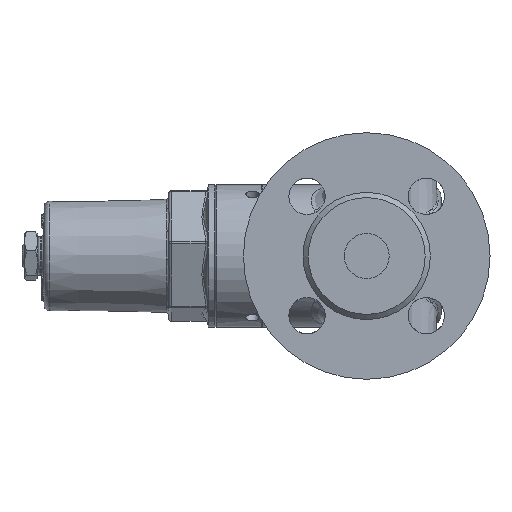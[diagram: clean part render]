
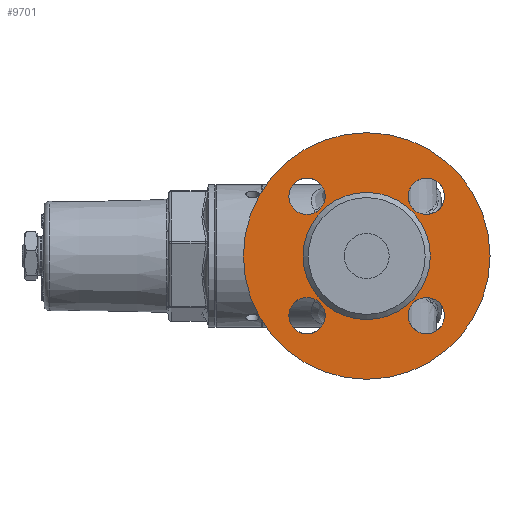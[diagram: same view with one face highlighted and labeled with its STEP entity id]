
A CAD part, left-side view. The second image highlights one B-rep face of the part: STEP entity #9701.
In plain terms, the highlighted planar face has unit normal (-1, 0, 0).
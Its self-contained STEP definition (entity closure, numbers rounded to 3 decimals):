
#491=FACE_BOUND('',#1404,.T.);
#492=FACE_BOUND('',#1405,.T.);
#493=FACE_BOUND('',#1406,.T.);
#494=FACE_BOUND('',#1407,.T.);
#495=FACE_BOUND('',#1408,.T.);
#632=PLANE('',#10381);
#772=FACE_OUTER_BOUND('',#1403,.T.);
#1403=EDGE_LOOP('',(#6526));
#1404=EDGE_LOOP('',(#6527));
#1405=EDGE_LOOP('',(#6528));
#1406=EDGE_LOOP('',(#6529));
#1407=EDGE_LOOP('',(#6530));
#1408=EDGE_LOOP('',(#6531));
#3437=CIRCLE('',#10349,7.);
#3438=CIRCLE('',#10351,7.);
#3439=CIRCLE('',#10353,7.);
#3440=CIRCLE('',#10355,7.);
#3442=CIRCLE('',#10358,47.5);
#3456=CIRCLE('',#10380,24.5);
#3835=VERTEX_POINT('',#13103);
#3838=VERTEX_POINT('',#13147);
#3841=VERTEX_POINT('',#13191);
#3844=VERTEX_POINT('',#13235);
#3849=VERTEX_POINT('',#13282);
#3864=VERTEX_POINT('',#13398);
#4859=EDGE_CURVE('',#3835,#3835,#3437,.T.);
#4863=EDGE_CURVE('',#3838,#3838,#3438,.T.);
#4867=EDGE_CURVE('',#3841,#3841,#3439,.T.);
#4871=EDGE_CURVE('',#3844,#3844,#3440,.T.);
#4877=EDGE_CURVE('',#3849,#3849,#3442,.T.);
#4894=EDGE_CURVE('',#3864,#3864,#3456,.T.);
#6526=ORIENTED_EDGE('',*,*,#4877,.T.);
#6527=ORIENTED_EDGE('',*,*,#4859,.T.);
#6528=ORIENTED_EDGE('',*,*,#4863,.T.);
#6529=ORIENTED_EDGE('',*,*,#4867,.T.);
#6530=ORIENTED_EDGE('',*,*,#4871,.T.);
#6531=ORIENTED_EDGE('',*,*,#4894,.F.);
#9701=ADVANCED_FACE('',(#772,#491,#492,#493,#494,#495),#632,.F.);
#10349=AXIS2_PLACEMENT_3D('',#13104,#11114,#11115);
#10351=AXIS2_PLACEMENT_3D('',#13148,#11119,#11120);
#10353=AXIS2_PLACEMENT_3D('',#13192,#11124,#11125);
#10355=AXIS2_PLACEMENT_3D('',#13236,#11129,#11130);
#10358=AXIS2_PLACEMENT_3D('',#13284,#11137,#11138);
#10380=AXIS2_PLACEMENT_3D('',#13399,#11182,#11183);
#10381=AXIS2_PLACEMENT_3D('',#13401,#11185,#11186);
#11114=DIRECTION('center_axis',(1.,0.,0.));
#11115=DIRECTION('ref_axis',(0.,1.,0.));
#11119=DIRECTION('center_axis',(1.,0.,0.));
#11120=DIRECTION('ref_axis',(0.,0.,-1.));
#11124=DIRECTION('center_axis',(1.,0.,0.));
#11125=DIRECTION('ref_axis',(0.,-1.,0.));
#11129=DIRECTION('center_axis',(1.,0.,0.));
#11130=DIRECTION('ref_axis',(0.,0.,1.));
#11137=DIRECTION('center_axis',(-1.,0.,0.));
#11138=DIRECTION('ref_axis',(0.,0.,1.));
#11182=DIRECTION('center_axis',(-1.,0.,0.));
#11183=DIRECTION('ref_axis',(0.,0.,1.));
#11185=DIRECTION('center_axis',(1.,0.,0.));
#11186=DIRECTION('ref_axis',(0.,0.,-1.));
#13103=CARTESIAN_POINT('',(-63.,15.981,-22.981));
#13104=CARTESIAN_POINT('Origin',(-63.,22.981,-22.981));
#13147=CARTESIAN_POINT('',(-63.,-22.981,-15.981));
#13148=CARTESIAN_POINT('Origin',(-63.,-22.981,-22.981));
#13191=CARTESIAN_POINT('',(-63.,-15.981,22.981));
#13192=CARTESIAN_POINT('Origin',(-63.,-22.981,22.981));
#13235=CARTESIAN_POINT('',(-63.,22.981,15.981));
#13236=CARTESIAN_POINT('Origin',(-63.,22.981,22.981));
#13282=CARTESIAN_POINT('',(-63.,-47.5,0.));
#13284=CARTESIAN_POINT('Origin',(-63.,0.,0.));
#13398=CARTESIAN_POINT('',(-63.,-24.5,0.));
#13399=CARTESIAN_POINT('Origin',(-63.,0.,0.));
#13401=CARTESIAN_POINT('Origin',(-63.,47.5,0.));
